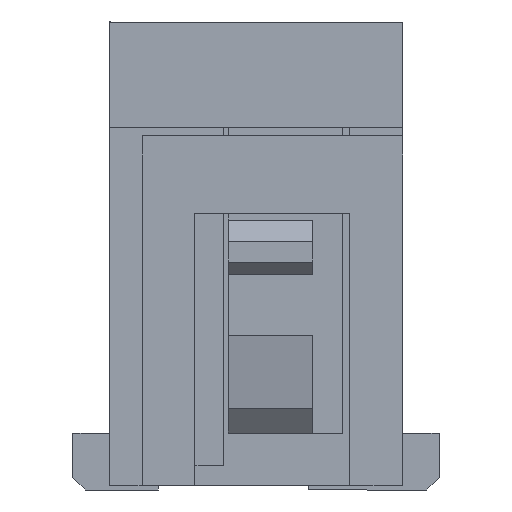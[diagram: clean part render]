
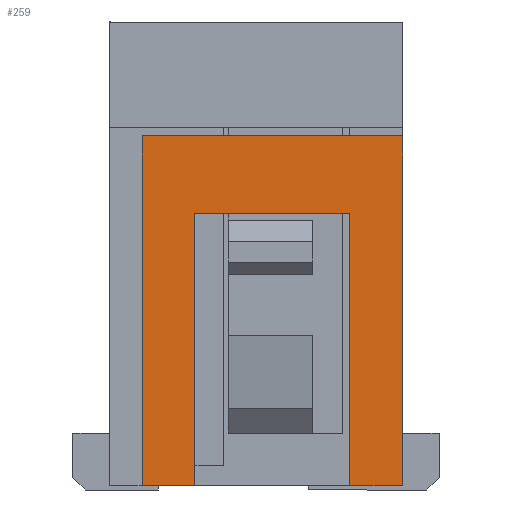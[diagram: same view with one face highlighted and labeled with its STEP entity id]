
A CAD part, left-side view. The second image highlights one B-rep face of the part: STEP entity #259.
In plain terms, the highlighted planar face has unit normal (-1, 0, 0).
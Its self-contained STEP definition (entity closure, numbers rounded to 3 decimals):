
#259=ADVANCED_FACE('',(#986),#641,.T.);
#641=PLANE('',#8092);
#986=FACE_OUTER_BOUND('',#1382,.T.);
#1382=EDGE_LOOP('',(#2462,#2463,#2464,#2465,#2466,#2467,#2468,#2469));
#2462=ORIENTED_EDGE('',*,*,#5275,.T.);
#2463=ORIENTED_EDGE('',*,*,#5276,.T.);
#2464=ORIENTED_EDGE('',*,*,#5277,.T.);
#2465=ORIENTED_EDGE('',*,*,#5248,.T.);
#2466=ORIENTED_EDGE('',*,*,#4961,.T.);
#2467=ORIENTED_EDGE('',*,*,#5278,.F.);
#2468=ORIENTED_EDGE('',*,*,#5279,.F.);
#2469=ORIENTED_EDGE('',*,*,#5245,.T.);
#4178=VERTEX_POINT('',#10930);
#4179=VERTEX_POINT('',#10932);
#4390=VERTEX_POINT('',#11488);
#4391=VERTEX_POINT('',#11490);
#4392=VERTEX_POINT('',#11494);
#4405=VERTEX_POINT('',#11543);
#4406=VERTEX_POINT('',#11545);
#4407=VERTEX_POINT('',#11548);
#4961=EDGE_CURVE('',#4179,#4178,#6104,.T.);
#5245=EDGE_CURVE('',#4391,#4390,#6386,.T.);
#5248=EDGE_CURVE('',#4392,#4179,#6389,.T.);
#5275=EDGE_CURVE('',#4390,#4405,#6414,.T.);
#5276=EDGE_CURVE('',#4405,#4406,#6415,.T.);
#5277=EDGE_CURVE('',#4406,#4392,#6416,.T.);
#5278=EDGE_CURVE('',#4407,#4178,#6417,.T.);
#5279=EDGE_CURVE('',#4391,#4407,#6418,.T.);
#6104=LINE('',#10931,#7168);
#6386=LINE('',#11489,#7450);
#6389=LINE('',#11493,#7453);
#6414=LINE('',#11542,#7478);
#6415=LINE('',#11544,#7479);
#6416=LINE('',#11546,#7480);
#6417=LINE('',#11547,#7481);
#6418=LINE('',#11549,#7482);
#7168=VECTOR('',#8743,1.);
#7450=VECTOR('',#9153,1.);
#7453=VECTOR('',#9156,1.);
#7478=VECTOR('',#9203,1.);
#7479=VECTOR('',#9204,1.);
#7480=VECTOR('',#9205,1.);
#7481=VECTOR('',#9206,1.);
#7482=VECTOR('',#9207,1.);
#8092=AXIS2_PLACEMENT_3D('',#11550,#9208,#9209);
#8743=DIRECTION('',(0.,0.,1.));
#9153=DIRECTION('',(0.,-1.,0.));
#9156=DIRECTION('',(0.,-1.,0.));
#9203=DIRECTION('',(0.,0.,1.));
#9204=DIRECTION('',(0.,-1.,0.));
#9205=DIRECTION('',(0.,0.,-1.));
#9206=DIRECTION('',(0.,-1.,0.));
#9207=DIRECTION('',(0.,0.,1.));
#9208=DIRECTION('',(-1.,0.,0.));
#9209=DIRECTION('',(0.,0.,1.));
#10930=CARTESIAN_POINT('',(-8.425,0.,4.35));
#10931=CARTESIAN_POINT('',(-8.425,0.,0.05));
#10932=CARTESIAN_POINT('',(-8.425,0.,0.05));
#11488=CARTESIAN_POINT('',(-8.425,2.55,0.05));
#11489=CARTESIAN_POINT('',(-8.425,3.6,0.05));
#11490=CARTESIAN_POINT('',(-8.425,3.2,0.05));
#11493=CARTESIAN_POINT('',(-8.425,3.6,0.05));
#11494=CARTESIAN_POINT('',(-8.425,0.65,0.05));
#11542=CARTESIAN_POINT('',(-8.425,2.55,0.05));
#11543=CARTESIAN_POINT('',(-8.425,2.55,3.4));
#11544=CARTESIAN_POINT('',(-8.425,2.55,3.4));
#11545=CARTESIAN_POINT('',(-8.425,0.65,3.4));
#11546=CARTESIAN_POINT('',(-8.425,0.65,3.4));
#11547=CARTESIAN_POINT('',(-8.425,35.64,4.35));
#11548=CARTESIAN_POINT('',(-8.425,3.2,4.35));
#11549=CARTESIAN_POINT('',(-8.425,3.2,-42.67));
#11550=CARTESIAN_POINT('',(-8.425,3.6,0.05));
